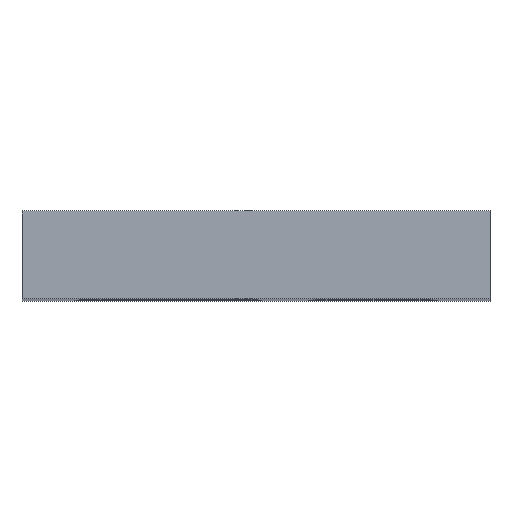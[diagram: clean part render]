
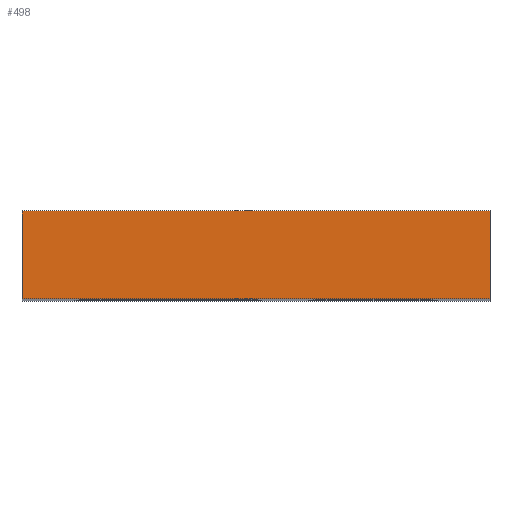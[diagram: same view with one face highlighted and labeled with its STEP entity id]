
A CAD part, top view. The second image highlights one B-rep face of the part: STEP entity #498.
In plain terms, the highlighted planar face has unit normal (0, 0, 1).
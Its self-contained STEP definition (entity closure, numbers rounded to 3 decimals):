
#55 = ORIENTED_EDGE ( 'NONE', *, *, #135, .F. ) ;
#128 = CARTESIAN_POINT ( 'NONE',  ( 16., 0., 0. ) ) ;
#134 = CARTESIAN_POINT ( 'NONE',  ( 0., 3., 0. ) ) ;
#135 = EDGE_CURVE ( 'NONE', #1528, #595, #984, .T. ) ;
#262 = VERTEX_POINT ( 'NONE', #1468 ) ;
#275 = DIRECTION ( 'NONE',  ( 1., 0., 0. ) ) ;
#328 = PLANE ( 'NONE',  #1063 ) ;
#381 = DIRECTION ( 'NONE',  ( 0., -1., 0. ) ) ;
#464 = VERTEX_POINT ( 'NONE', #1646 ) ;
#498 = ADVANCED_FACE ( 'NONE', ( #1486 ), #328, .F. ) ;
#501 = CARTESIAN_POINT ( 'NONE',  ( 0., 3., 0. ) ) ;
#503 = ORIENTED_EDGE ( 'NONE', *, *, #1045, .T. ) ;
#518 = EDGE_CURVE ( 'NONE', #464, #595, #902, .T. ) ;
#585 = DIRECTION ( 'NONE',  ( -1., 0., 0. ) ) ;
#595 = VERTEX_POINT ( 'NONE', #128 ) ;
#601 = VECTOR ( 'NONE', #275, 1000. ) ;
#604 = EDGE_CURVE ( 'NONE', #262, #1528, #635, .T. ) ;
#635 = LINE ( 'NONE', #134, #601 ) ;
#847 = CARTESIAN_POINT ( 'NONE',  ( 0., 3., 0. ) ) ;
#902 = LINE ( 'NONE', #1039, #924 ) ;
#924 = VECTOR ( 'NONE', #1022, 1000. ) ;
#984 = LINE ( 'NONE', #1639, #1173 ) ;
#1001 = DIRECTION ( 'NONE',  ( 0., -1., 0. ) ) ;
#1022 = DIRECTION ( 'NONE',  ( 1., 0., 0. ) ) ;
#1039 = CARTESIAN_POINT ( 'NONE',  ( 0., 0., 0. ) ) ;
#1045 = EDGE_CURVE ( 'NONE', #262, #464, #1666, .T. ) ;
#1063 = AXIS2_PLACEMENT_3D ( 'NONE', #847, #1360, #585 ) ;
#1142 = ORIENTED_EDGE ( 'NONE', *, *, #518, .T. ) ;
#1173 = VECTOR ( 'NONE', #1001, 1000. ) ;
#1251 = ORIENTED_EDGE ( 'NONE', *, *, #604, .F. ) ;
#1360 = DIRECTION ( 'NONE',  ( 0., 0., -1. ) ) ;
#1405 = CARTESIAN_POINT ( 'NONE',  ( 16., 3., 0. ) ) ;
#1468 = CARTESIAN_POINT ( 'NONE',  ( 0., 3., 0. ) ) ;
#1470 = EDGE_LOOP ( 'NONE', ( #1142, #55, #1251, #503 ) ) ;
#1472 = VECTOR ( 'NONE', #381, 1000. ) ;
#1486 = FACE_OUTER_BOUND ( 'NONE', #1470, .T. ) ;
#1528 = VERTEX_POINT ( 'NONE', #1405 ) ;
#1639 = CARTESIAN_POINT ( 'NONE',  ( 16., 3., 0. ) ) ;
#1646 = CARTESIAN_POINT ( 'NONE',  ( 0., 0., 0. ) ) ;
#1666 = LINE ( 'NONE', #501, #1472 ) ;
